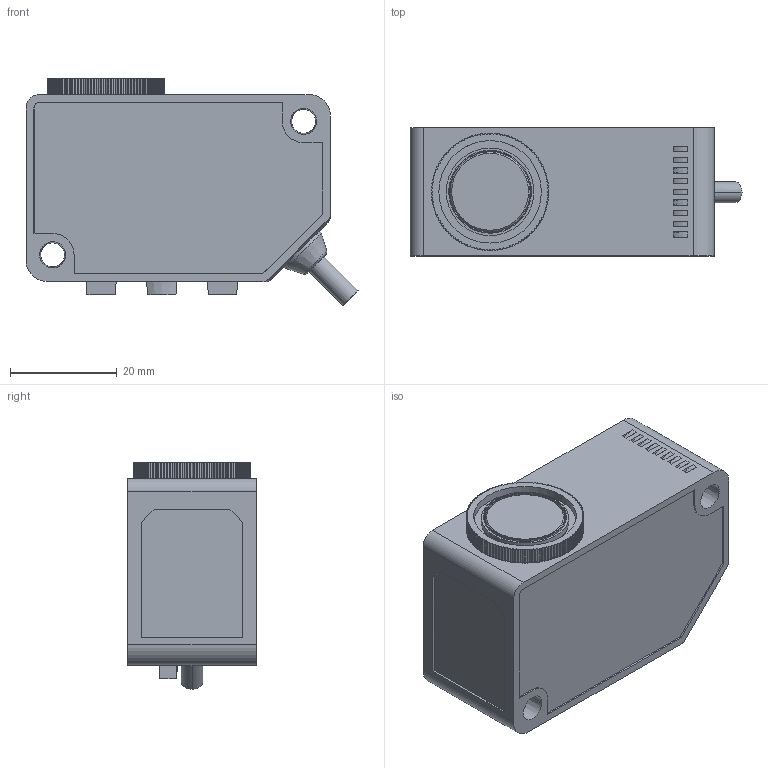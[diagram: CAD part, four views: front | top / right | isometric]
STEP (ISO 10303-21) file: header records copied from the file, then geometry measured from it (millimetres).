
FILE_DESCRIPTION((''),'2;1');
FILE_NAME('PRT0001','2022-07-19T',('EDY'),(''),'CREO PARAMETRIC BY PTC INC, 2018070','CREO PARAMETRIC BY PTC INC, 2018070','');
FILE_SCHEMA(('CONFIG_CONTROL_DESIGN'));
Length unit declared in the file: millimetre
Products named in the file (1): PRT0001
Bounding box: 62.17 x 24 x 42.46 mm (x, y, z)
Volume: 28708.1 mm3; surface area: 17653.2 mm2
Topology: 2 solids, 15 shells, 813 faces, 2130 edges, 1404 vertices
Faces by surface type: plane 349, cylinder 179, cone 140, extrusion 108, bspline 29, torus 4, sphere 2, revolution 2
Entity records: 30829 total; most frequent: CARTESIAN_POINT 8201, ORIENTED_EDGE 4248, DIRECTION 3687, EDGE_CURVE 2124, VERTEX_POINT 1404, VECTOR 1265, AXIS2_PLACEMENT_3D 1210, LINE 1157
